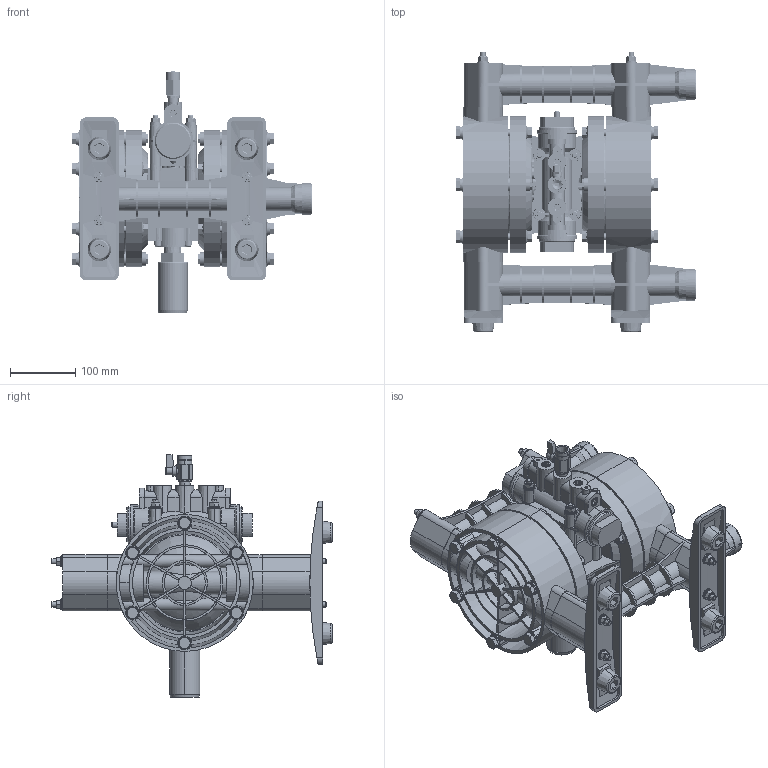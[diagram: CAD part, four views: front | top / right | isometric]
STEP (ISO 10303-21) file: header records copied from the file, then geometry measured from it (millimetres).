
FILE_DESCRIPTION (( 'STEP AP214' ), '1' );
FILE_NAME ('NDP-25BP-PP NPT.STEP', '2008-04-09T08:37:05', ( '斉藤　三喜男' ), ( '㈱ヤマダコーポレーション' ), 'SwSTEP 2.0', 'SolidWorks 2006303', '' );
FILE_SCHEMA (( 'AUTOMOTIVE_DESIGN' ));
Length unit declared in the file: millimetre
Products named in the file (1): NDP-25BP-PP NPT
Bounding box: 368 x 429.3 x 372.12 mm (x, y, z)
Volume: 7624155.5 mm3; surface area: 1485563 mm2
Topology: 15 solids, 15 shells, 3754 faces, 9793 edges, 6227 vertices
Faces by surface type: plane 1710, cylinder 1186, cone 619, bspline 187, torus 52
Entity records: 131595 total; most frequent: CARTESIAN_POINT 42621, ORIENTED_EDGE 19542, DIRECTION 17723, EDGE_CURVE 9771, AXIS2_PLACEMENT_3D 6887, VERTEX_POINT 6225, EDGE_LOOP 4054, VECTOR 3949
